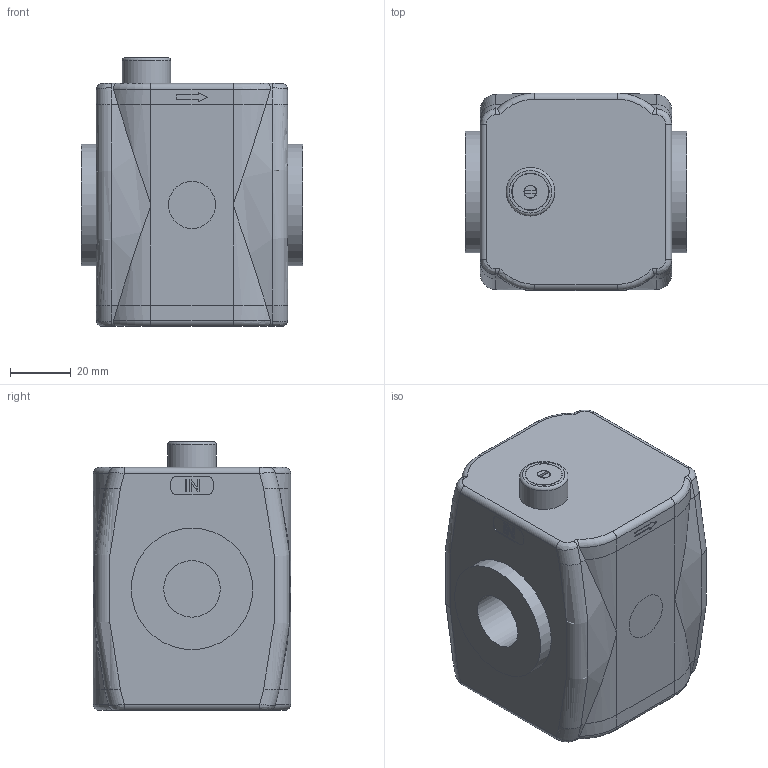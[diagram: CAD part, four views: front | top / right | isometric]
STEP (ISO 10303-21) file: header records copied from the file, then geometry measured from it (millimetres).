
FILE_DESCRIPTION((''),'2;1');
FILE_NAME('#173BAP.ipt.step','2010-08-25T14:08:51',(''),(''),'Autodesk Inventor 2010','Autodesk Inventor 2010','');
FILE_SCHEMA(('AUTOMOTIVE_DESIGN { 1 0 10303 214 1 1 1 1 }'));
Length unit declared in the file: millimetre
Products named in the file (1): #173BAP
Bounding box: 73 x 65 x 88.5 mm (x, y, z)
Volume: 323351.3 mm3; surface area: 30751.5 mm2
Topology: 1 solids, 1 shells, 191 faces, 447 edges, 281 vertices
Faces by surface type: plane 66, bspline 62, cylinder 42, torus 21
Full cylindrical faces by diameter (mm): 4 x1, 4.3 x1, 12 x1, 12.3 x1, 16 x1, 23.8 x1, 28.8 x1, 40 x1
Entity records: 6252 total; most frequent: CARTESIAN_POINT 2132, ORIENTED_EDGE 868, DIRECTION 730, EDGE_CURVE 434, VERTEX_POINT 280, AXIS2_PLACEMENT_3D 246, VECTOR 238, LINE 238
